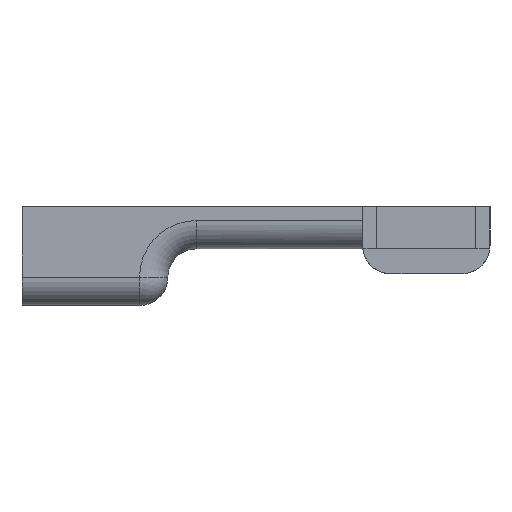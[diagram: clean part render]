
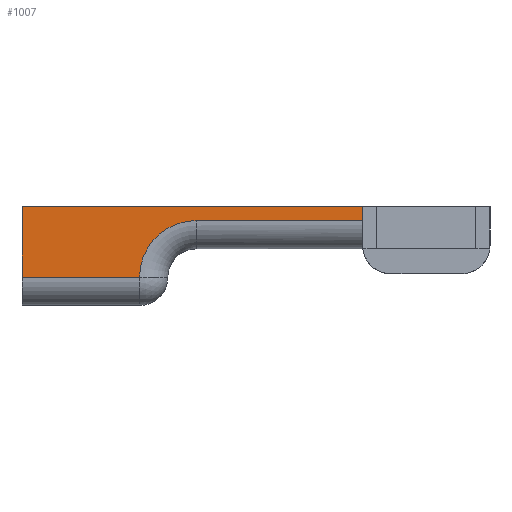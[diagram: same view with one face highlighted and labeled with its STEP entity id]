
A CAD part, left-side view. The second image highlights one B-rep face of the part: STEP entity #1007.
In plain terms, the highlighted planar face has unit normal (-1, 0, 0).
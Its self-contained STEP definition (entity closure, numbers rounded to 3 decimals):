
#19 = EDGE_CURVE ( 'NONE', #1870, #1500, #1826, .T. ) ;
#60 = ORIENTED_EDGE ( 'NONE', *, *, #541, .T. ) ;
#64 = CARTESIAN_POINT ( 'NONE',  ( 9.038, 50.1, -10. ) ) ;
#98 = DIRECTION ( 'NONE',  ( 0., 0., -1. ) ) ;
#120 = CARTESIAN_POINT ( 'NONE',  ( 9.038, 2., -2. ) ) ;
#143 = CARTESIAN_POINT ( 'NONE',  ( 9.038, 1.969, -10. ) ) ;
#248 = EDGE_CURVE ( 'NONE', #1870, #1716, #1567, .T. ) ;
#273 = DIRECTION ( 'NONE',  ( 0., 1., 0. ) ) ;
#330 = CARTESIAN_POINT ( 'NONE',  ( 9.038, 50.1, 0. ) ) ;
#359 = VERTEX_POINT ( 'NONE', #64 ) ;
#377 = AXIS2_PLACEMENT_3D ( 'NONE', #1414, #1740, #98 ) ;
#541 = EDGE_CURVE ( 'NONE', #626, #1242, #1732, .T. ) ;
#551 = EDGE_CURVE ( 'NONE', #359, #1242, #1743, .T. ) ;
#555 = VECTOR ( 'NONE', #273, 1000. ) ;
#562 = PLANE ( 'NONE',  #377 ) ;
#626 = VERTEX_POINT ( 'NONE', #772 ) ;
#772 = CARTESIAN_POINT ( 'NONE',  ( 9.038, 2., 0. ) ) ;
#777 = CARTESIAN_POINT ( 'NONE',  ( 9.038, 25.5, -2. ) ) ;
#849 = LINE ( 'NONE', #1148, #1818 ) ;
#866 = DIRECTION ( 'NONE',  ( 0., 0., 1. ) ) ;
#980 = FACE_OUTER_BOUND ( 'NONE', #1590, .T. ) ;
#1007 = ADVANCED_FACE ( 'NONE', ( #980 ), #562, .F. ) ;
#1024 = DIRECTION ( 'NONE',  ( 0., 0., -1. ) ) ;
#1044 = CARTESIAN_POINT ( 'NONE',  ( 9.038, 33.5, -10. ) ) ;
#1051 = VECTOR ( 'NONE', #1530, 1000. ) ;
#1092 = ORIENTED_EDGE ( 'NONE', *, *, #19, .T. ) ;
#1107 = ORIENTED_EDGE ( 'NONE', *, *, #551, .F. ) ;
#1148 = CARTESIAN_POINT ( 'NONE',  ( 9.038, 2., -6. ) ) ;
#1149 = ORIENTED_EDGE ( 'NONE', *, *, #248, .F. ) ;
#1183 = EDGE_CURVE ( 'NONE', #626, #1500, #849, .T. ) ;
#1221 = VECTOR ( 'NONE', #1348, 1000. ) ;
#1235 = AXIS2_PLACEMENT_3D ( 'NONE', #1365, #1306, #1024 ) ;
#1242 = VERTEX_POINT ( 'NONE', #330 ) ;
#1306 = DIRECTION ( 'NONE',  ( -1., 0., 0. ) ) ;
#1348 = DIRECTION ( 'NONE',  ( 0., -1., 0. ) ) ;
#1365 = CARTESIAN_POINT ( 'NONE',  ( 9.038, 25.5, -10. ) ) ;
#1414 = CARTESIAN_POINT ( 'NONE',  ( 9.038, 1.969, -63.963 ) ) ;
#1462 = LINE ( 'NONE', #143, #1221 ) ;
#1500 = VERTEX_POINT ( 'NONE', #120 ) ;
#1506 = ORIENTED_EDGE ( 'NONE', *, *, #1597, .T. ) ;
#1530 = DIRECTION ( 'NONE',  ( 0., -1., 0. ) ) ;
#1567 = CIRCLE ( 'NONE', #1235, 8. ) ;
#1590 = EDGE_LOOP ( 'NONE', ( #1149, #1092, #1858, #60, #1107, #1506 ) ) ;
#1591 = CARTESIAN_POINT ( 'NONE',  ( 9.038, 1.969, 0. ) ) ;
#1597 = EDGE_CURVE ( 'NONE', #359, #1716, #1462, .T. ) ;
#1612 = CARTESIAN_POINT ( 'NONE',  ( 9.038, 50.1, -63.963 ) ) ;
#1625 = VECTOR ( 'NONE', #866, 1000. ) ;
#1716 = VERTEX_POINT ( 'NONE', #1044 ) ;
#1725 = DIRECTION ( 'NONE',  ( 0., 0., -1. ) ) ;
#1732 = LINE ( 'NONE', #1591, #555 ) ;
#1740 = DIRECTION ( 'NONE',  ( 1., 0., 0. ) ) ;
#1743 = LINE ( 'NONE', #1612, #1625 ) ;
#1818 = VECTOR ( 'NONE', #1725, 1000. ) ;
#1826 = LINE ( 'NONE', #1834, #1051 ) ;
#1834 = CARTESIAN_POINT ( 'NONE',  ( 9.038, 1.969, -2. ) ) ;
#1858 = ORIENTED_EDGE ( 'NONE', *, *, #1183, .F. ) ;
#1870 = VERTEX_POINT ( 'NONE', #777 ) ;
